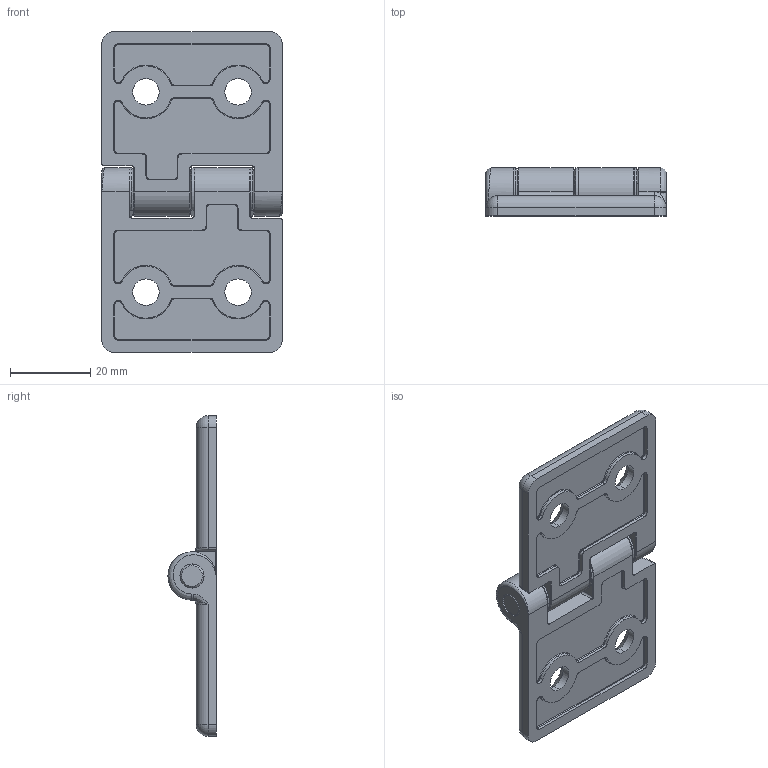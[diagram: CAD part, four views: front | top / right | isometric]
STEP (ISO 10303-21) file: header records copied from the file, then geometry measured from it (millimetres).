
FILE_DESCRIPTION (( 'STEP AP214' ), '1' );
FILE_NAME ('095047.STEP', '2014-08-14T10:08:41', ( '' ), ( '' ), 'SwSTEP 2.0', 'SolidWorks 2014', '' );
FILE_SCHEMA (( 'AUTOMOTIVE_DESIGN' ));
Length unit declared in the file: millimetre
Products named in the file (5): 095047r01_095 047 r02; 095047r01_095 047 r01; 095047; 095047r03; 095047r04
Assembly tree (6 placements, depth 2):
  095047
    095047r01_095 047 r01
    095047r01_095 047 r02
    095047r04
    095047r03  x3
Bounding box: 45 x 12 x 80 mm (x, y, z)
Volume: 17264.1 mm3; surface area: 12928.5 mm2
Topology: 6 solids, 6 shells, 339 faces, 816 edges, 480 vertices
Faces by surface type: cylinder 143, torus 89, plane 74, cone 15, bspline 14, sphere 4
Entity records: 10084 total; most frequent: CARTESIAN_POINT 2518, DIRECTION 1722, ORIENTED_EDGE 1468, EDGE_CURVE 734, AXIS2_PLACEMENT_3D 720, VERTEX_POINT 436, CIRCLE 414, EDGE_LOOP 332
